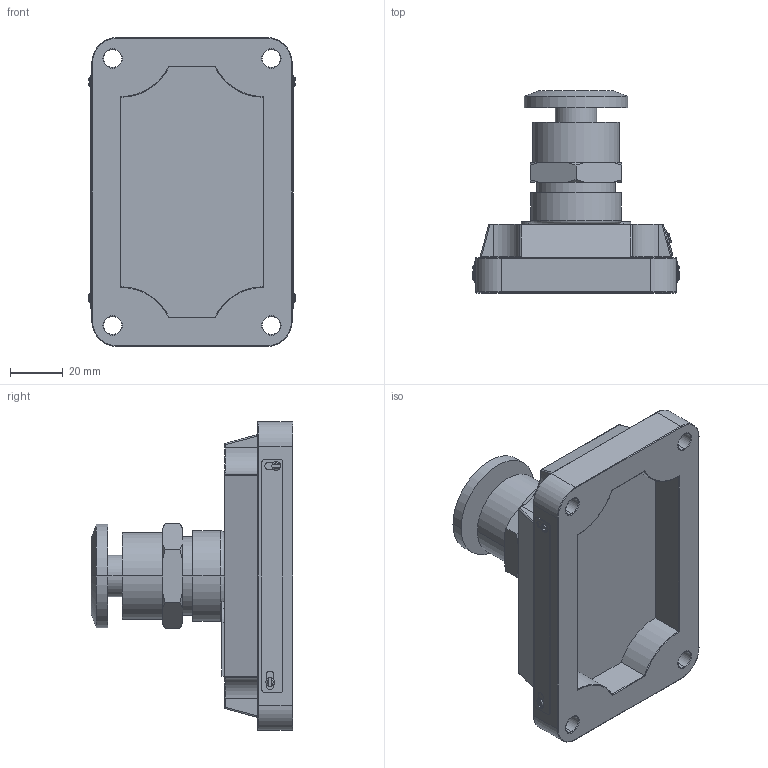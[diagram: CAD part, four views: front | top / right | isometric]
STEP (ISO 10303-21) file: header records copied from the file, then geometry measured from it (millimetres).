
FILE_DESCRIPTION (( 'STEP AP214' ), '1' );
FILE_NAME ('XCS-0MMR3.step', '2016-03-09T20:45:00', ( '' ), ( '' ), 'SwSTEP 2.0', 'SolidWorks 2015', '' );
FILE_SCHEMA (( 'AUTOMOTIVE_DESIGN' ));
Length unit declared in the file: inch
Products named in the file (1): XCS-0MMR3
Bounding box: 78.74 x 76.81 x 117.6 mm (x, y, z)
Volume: 187554.5 mm3; surface area: 42726.3 mm2
Topology: 4 solids, 4 shells, 333 faces, 804 edges, 478 vertices
Faces by surface type: cylinder 117, plane 114, torus 54, cone 24, bspline 24
Entity records: 13015 total; most frequent: CARTESIAN_POINT 2456, DIRECTION 1666, ORIENTED_EDGE 1592, EDGE_CURVE 796, AXIS2_PLACEMENT_3D 664, VERTEX_POINT 478, EDGE_LOOP 356, CIRCLE 354
